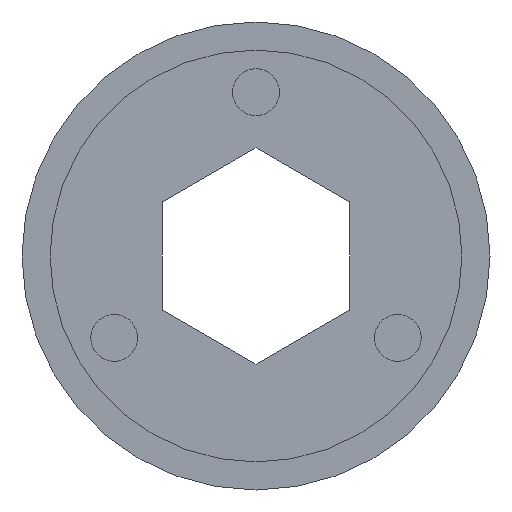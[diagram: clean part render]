
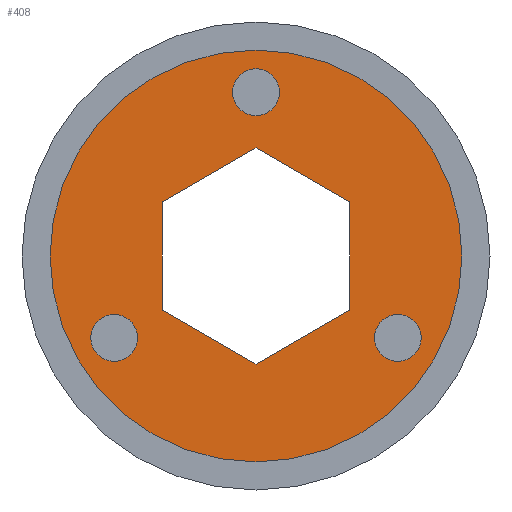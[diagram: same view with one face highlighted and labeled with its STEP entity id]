
A CAD part, front view. The second image highlights one B-rep face of the part: STEP entity #408.
In plain terms, the highlighted planar face has unit normal (0, -1, 0).
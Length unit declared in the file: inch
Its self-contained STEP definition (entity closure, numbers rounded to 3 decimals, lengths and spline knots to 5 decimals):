
#2 = VECTOR ( 'NONE', #590, 39.37008 ) ;
#8 = EDGE_CURVE ( 'NONE', #303, #478, #79, .T. ) ;
#9 = DIRECTION ( 'NONE',  ( 0., -1., 0. ) ) ;
#13 = EDGE_CURVE ( 'NONE', #911, #358, #792, .T. ) ;
#18 = AXIS2_PLACEMENT_3D ( 'NONE', #280, #563, #494 ) ;
#54 = CARTESIAN_POINT ( 'NONE',  ( 0., 0., 1.1 ) ) ;
#79 = LINE ( 'NONE', #445, #2 ) ;
#85 = FACE_BOUND ( 'NONE', #195, .T. ) ;
#92 = VERTEX_POINT ( 'NONE', #811 ) ;
#103 = CARTESIAN_POINT ( 'NONE',  ( 0.5, 0., -0.28868 ) ) ;
#108 = ORIENTED_EDGE ( 'NONE', *, *, #423, .F. ) ;
#130 = DIRECTION ( 'NONE',  ( 0., -1., 0. ) ) ;
#131 = ORIENTED_EDGE ( 'NONE', *, *, #258, .F. ) ;
#133 = VERTEX_POINT ( 'NONE', #845 ) ;
#141 = EDGE_LOOP ( 'NONE', ( #294, #220 ) ) ;
#147 = CIRCLE ( 'NONE', #835, 0.125 ) ;
#156 = CARTESIAN_POINT ( 'NONE',  ( -0.75777, 0., -0.4375 ) ) ;
#160 = FACE_BOUND ( 'NONE', #241, .T. ) ;
#161 = AXIS2_PLACEMENT_3D ( 'NONE', #720, #789, #433 ) ;
#164 = CIRCLE ( 'NONE', #788, 1.1 ) ;
#170 = LINE ( 'NONE', #661, #907 ) ;
#172 = DIRECTION ( 'NONE',  ( -0.866, 0., 0.5 ) ) ;
#177 = EDGE_CURVE ( 'NONE', #633, #531, #334, .T. ) ;
#183 = CARTESIAN_POINT ( 'NONE',  ( 0., 0., -1.1 ) ) ;
#191 = EDGE_CURVE ( 'NONE', #663, #133, #514, .T. ) ;
#195 = EDGE_LOOP ( 'NONE', ( #549, #255, #621, #108, #742, #381 ) ) ;
#201 = AXIS2_PLACEMENT_3D ( 'NONE', #853, #888, #257 ) ;
#204 = EDGE_CURVE ( 'NONE', #531, #633, #164, .T. ) ;
#206 = ORIENTED_EDGE ( 'NONE', *, *, #831, .F. ) ;
#207 = DIRECTION ( 'NONE',  ( 0.866, 0., -0.5 ) ) ;
#212 = DIRECTION ( 'NONE',  ( 0., 0., -1. ) ) ;
#220 = ORIENTED_EDGE ( 'NONE', *, *, #764, .F. ) ;
#231 = CARTESIAN_POINT ( 'NONE',  ( 0.5, 0., 0.28868 ) ) ;
#233 = AXIS2_PLACEMENT_3D ( 'NONE', #724, #9, #359 ) ;
#236 = CARTESIAN_POINT ( 'NONE',  ( 0., 0., 0. ) ) ;
#239 = CARTESIAN_POINT ( 'NONE',  ( 0.75777, 0., -0.3125 ) ) ;
#241 = EDGE_LOOP ( 'NONE', ( #131, #206 ) ) ;
#243 = VERTEX_POINT ( 'NONE', #914 ) ;
#255 = ORIENTED_EDGE ( 'NONE', *, *, #916, .F. ) ;
#257 = DIRECTION ( 'NONE',  ( 0., 0., -1. ) ) ;
#258 = EDGE_CURVE ( 'NONE', #92, #893, #147, .T. ) ;
#280 = CARTESIAN_POINT ( 'NONE',  ( -0.75777, 0., -0.4375 ) ) ;
#282 = EDGE_CURVE ( 'NONE', #707, #403, #420, .T. ) ;
#286 = CARTESIAN_POINT ( 'NONE',  ( 0., 0., 0.57735 ) ) ;
#294 = ORIENTED_EDGE ( 'NONE', *, *, #739, .F. ) ;
#303 = VERTEX_POINT ( 'NONE', #286 ) ;
#321 = AXIS2_PLACEMENT_3D ( 'NONE', #236, #517, #649 ) ;
#330 = EDGE_LOOP ( 'NONE', ( #726, #685 ) ) ;
#334 = CIRCLE ( 'NONE', #848, 1.1 ) ;
#358 = VERTEX_POINT ( 'NONE', #231 ) ;
#359 = DIRECTION ( 'NONE',  ( 0., 0., -1. ) ) ;
#363 = FACE_BOUND ( 'NONE', #557, .T. ) ;
#373 = EDGE_CURVE ( 'NONE', #403, #707, #875, .T. ) ;
#380 = CARTESIAN_POINT ( 'NONE',  ( -0.75777, 0., -0.3125 ) ) ;
#381 = ORIENTED_EDGE ( 'NONE', *, *, #490, .F. ) ;
#389 = VECTOR ( 'NONE', #749, 39.37008 ) ;
#399 = ORIENTED_EDGE ( 'NONE', *, *, #282, .F. ) ;
#403 = VERTEX_POINT ( 'NONE', #380 ) ;
#408 = ADVANCED_FACE ( 'NONE', ( #662, #160, #363, #85, #800 ), #781, .T. ) ;
#420 = CIRCLE ( 'NONE', #18, 0.125 ) ;
#423 = EDGE_CURVE ( 'NONE', #478, #663, #429, .T. ) ;
#429 = LINE ( 'NONE', #567, #673 ) ;
#430 = CIRCLE ( 'NONE', #161, 0.125 ) ;
#433 = DIRECTION ( 'NONE',  ( 0., 0., -1. ) ) ;
#445 = CARTESIAN_POINT ( 'NONE',  ( 0., 0., 0.57735 ) ) ;
#477 = CARTESIAN_POINT ( 'NONE',  ( -0.5, 0., -0.28868 ) ) ;
#478 = VERTEX_POINT ( 'NONE', #519 ) ;
#480 = AXIS2_PLACEMENT_3D ( 'NONE', #156, #713, #652 ) ;
#482 = CARTESIAN_POINT ( 'NONE',  ( 0., 0., 1. ) ) ;
#490 = EDGE_CURVE ( 'NONE', #358, #303, #805, .T. ) ;
#494 = DIRECTION ( 'NONE',  ( 0., 0., -1. ) ) ;
#514 = LINE ( 'NONE', #477, #689 ) ;
#517 = DIRECTION ( 'NONE',  ( 0., -1., 0. ) ) ;
#519 = CARTESIAN_POINT ( 'NONE',  ( -0.5, 0., 0.28868 ) ) ;
#531 = VERTEX_POINT ( 'NONE', #183 ) ;
#549 = ORIENTED_EDGE ( 'NONE', *, *, #13, .F. ) ;
#557 = EDGE_LOOP ( 'NONE', ( #399, #664 ) ) ;
#563 = DIRECTION ( 'NONE',  ( 0., -1., 0. ) ) ;
#567 = CARTESIAN_POINT ( 'NONE',  ( -0.5, 0., 0.28868 ) ) ;
#576 = CARTESIAN_POINT ( 'NONE',  ( -0.75777, 0., -0.5625 ) ) ;
#590 = DIRECTION ( 'NONE',  ( -0.866, 0., -0.5 ) ) ;
#593 = CARTESIAN_POINT ( 'NONE',  ( 0.5, 0., 0.28868 ) ) ;
#620 = DIRECTION ( 'NONE',  ( 0., -1., 0. ) ) ;
#621 = ORIENTED_EDGE ( 'NONE', *, *, #191, .F. ) ;
#633 = VERTEX_POINT ( 'NONE', #54 ) ;
#635 = VERTEX_POINT ( 'NONE', #482 ) ;
#646 = CARTESIAN_POINT ( 'NONE',  ( 0.5, 0., -0.28868 ) ) ;
#649 = DIRECTION ( 'NONE',  ( 0., 0., -1. ) ) ;
#652 = DIRECTION ( 'NONE',  ( 0., 0., -1. ) ) ;
#661 = CARTESIAN_POINT ( 'NONE',  ( 0., 0., -0.57735 ) ) ;
#662 = FACE_BOUND ( 'NONE', #141, .T. ) ;
#663 = VERTEX_POINT ( 'NONE', #901 ) ;
#664 = ORIENTED_EDGE ( 'NONE', *, *, #373, .F. ) ;
#673 = VECTOR ( 'NONE', #796, 39.37008 ) ;
#685 = ORIENTED_EDGE ( 'NONE', *, *, #177, .T. ) ;
#689 = VECTOR ( 'NONE', #207, 39.37008 ) ;
#693 = CARTESIAN_POINT ( 'NONE',  ( 0.75777, 0., -0.4375 ) ) ;
#701 = DIRECTION ( 'NONE',  ( 0., 0., -1. ) ) ;
#707 = VERTEX_POINT ( 'NONE', #576 ) ;
#713 = DIRECTION ( 'NONE',  ( 0., -1., 0. ) ) ;
#720 = CARTESIAN_POINT ( 'NONE',  ( 0., 0., 0.875 ) ) ;
#724 = CARTESIAN_POINT ( 'NONE',  ( 0., 0., 0.875 ) ) ;
#726 = ORIENTED_EDGE ( 'NONE', *, *, #204, .T. ) ;
#739 = EDGE_CURVE ( 'NONE', #243, #635, #430, .T. ) ;
#742 = ORIENTED_EDGE ( 'NONE', *, *, #8, .F. ) ;
#749 = DIRECTION ( 'NONE',  ( 0., 0., 1. ) ) ;
#764 = EDGE_CURVE ( 'NONE', #635, #243, #794, .T. ) ;
#766 = DIRECTION ( 'NONE',  ( 0., -1., 0. ) ) ;
#774 = CARTESIAN_POINT ( 'NONE',  ( 0., 0., 0. ) ) ;
#781 = PLANE ( 'NONE',  #321 ) ;
#788 = AXIS2_PLACEMENT_3D ( 'NONE', #774, #130, #829 ) ;
#789 = DIRECTION ( 'NONE',  ( 0., -1., 0. ) ) ;
#792 = LINE ( 'NONE', #646, #389 ) ;
#794 = CIRCLE ( 'NONE', #233, 0.125 ) ;
#796 = DIRECTION ( 'NONE',  ( 0., 0., -1. ) ) ;
#800 = FACE_OUTER_BOUND ( 'NONE', #330, .T. ) ;
#805 = LINE ( 'NONE', #593, #889 ) ;
#811 = CARTESIAN_POINT ( 'NONE',  ( 0.75777, 0., -0.5625 ) ) ;
#818 = DIRECTION ( 'NONE',  ( 0.866, 0., 0.5 ) ) ;
#829 = DIRECTION ( 'NONE',  ( 0., 0., -1. ) ) ;
#831 = EDGE_CURVE ( 'NONE', #893, #92, #878, .T. ) ;
#835 = AXIS2_PLACEMENT_3D ( 'NONE', #693, #766, #212 ) ;
#845 = CARTESIAN_POINT ( 'NONE',  ( 0., 0., -0.57735 ) ) ;
#848 = AXIS2_PLACEMENT_3D ( 'NONE', #921, #620, #701 ) ;
#853 = CARTESIAN_POINT ( 'NONE',  ( 0.75777, 0., -0.4375 ) ) ;
#875 = CIRCLE ( 'NONE', #480, 0.125 ) ;
#878 = CIRCLE ( 'NONE', #201, 0.125 ) ;
#888 = DIRECTION ( 'NONE',  ( 0., -1., 0. ) ) ;
#889 = VECTOR ( 'NONE', #172, 39.37008 ) ;
#893 = VERTEX_POINT ( 'NONE', #239 ) ;
#901 = CARTESIAN_POINT ( 'NONE',  ( -0.5, 0., -0.28868 ) ) ;
#907 = VECTOR ( 'NONE', #818, 39.37008 ) ;
#911 = VERTEX_POINT ( 'NONE', #103 ) ;
#914 = CARTESIAN_POINT ( 'NONE',  ( 0., 0., 0.75 ) ) ;
#916 = EDGE_CURVE ( 'NONE', #133, #911, #170, .T. ) ;
#921 = CARTESIAN_POINT ( 'NONE',  ( 0., 0., 0. ) ) ;
